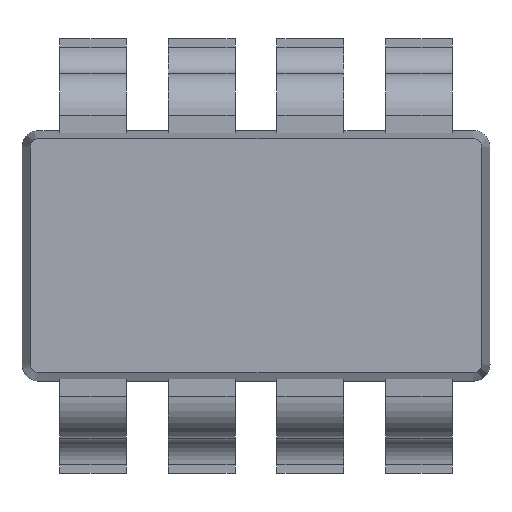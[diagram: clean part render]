
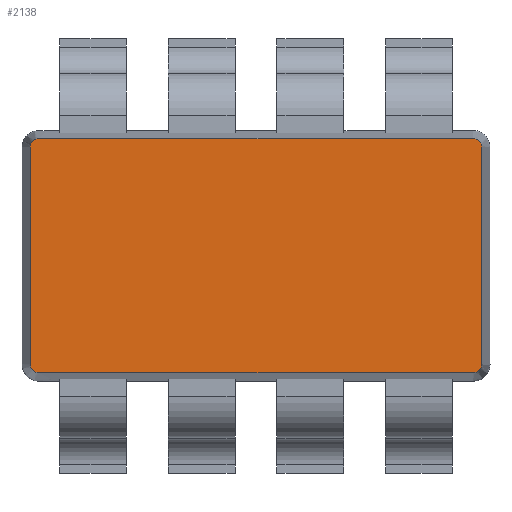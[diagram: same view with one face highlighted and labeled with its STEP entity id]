
A CAD part, top view. The second image highlights one B-rep face of the part: STEP entity #2138.
In plain terms, the highlighted planar face has unit normal (0, 0, 1).
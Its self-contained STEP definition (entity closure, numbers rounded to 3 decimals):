
#64=PLANE('',#2286);
#152=FACE_OUTER_BOUND('',#272,.T.);
#272=EDGE_LOOP('',(#1525,#1526,#1527,#1528,#1529,#1530,#1531,#1532));
#393=CIRCLE('',#2282,0.05);
#394=CIRCLE('',#2283,0.05);
#395=CIRCLE('',#2284,0.05);
#396=CIRCLE('',#2285,0.05);
#467=LINE('',#4130,#713);
#468=LINE('',#4134,#714);
#469=LINE('',#4138,#715);
#470=LINE('',#4141,#716);
#713=VECTOR('',#2487,10.);
#714=VECTOR('',#2490,10.);
#715=VECTOR('',#2493,10.);
#716=VECTOR('',#2496,10.);
#965=VERTEX_POINT('',#4125);
#966=VERTEX_POINT('',#4127);
#967=VERTEX_POINT('',#4129);
#968=VERTEX_POINT('',#4131);
#969=VERTEX_POINT('',#4133);
#970=VERTEX_POINT('',#4135);
#971=VERTEX_POINT('',#4137);
#972=VERTEX_POINT('',#4139);
#1185=EDGE_CURVE('',#966,#965,#393,.T.);
#1186=EDGE_CURVE('',#967,#966,#467,.T.);
#1187=EDGE_CURVE('',#968,#967,#394,.T.);
#1188=EDGE_CURVE('',#969,#968,#468,.T.);
#1189=EDGE_CURVE('',#970,#969,#395,.T.);
#1190=EDGE_CURVE('',#971,#970,#469,.T.);
#1191=EDGE_CURVE('',#972,#971,#396,.T.);
#1192=EDGE_CURVE('',#965,#972,#470,.T.);
#1525=ORIENTED_EDGE('',*,*,#1185,.T.);
#1526=ORIENTED_EDGE('',*,*,#1192,.T.);
#1527=ORIENTED_EDGE('',*,*,#1191,.T.);
#1528=ORIENTED_EDGE('',*,*,#1190,.T.);
#1529=ORIENTED_EDGE('',*,*,#1189,.T.);
#1530=ORIENTED_EDGE('',*,*,#1188,.T.);
#1531=ORIENTED_EDGE('',*,*,#1187,.T.);
#1532=ORIENTED_EDGE('',*,*,#1186,.T.);
#2138=ADVANCED_FACE('',(#152),#64,.T.);
#2282=AXIS2_PLACEMENT_3D('',#4128,#2485,#2486);
#2283=AXIS2_PLACEMENT_3D('',#4132,#2488,#2489);
#2284=AXIS2_PLACEMENT_3D('',#4136,#2491,#2492);
#2285=AXIS2_PLACEMENT_3D('',#4140,#2494,#2495);
#2286=AXIS2_PLACEMENT_3D('',#4142,#2497,#2498);
#2485=DIRECTION('center_axis',(0.,0.,1.));
#2486=DIRECTION('ref_axis',(0.,1.,0.));
#2487=DIRECTION('',(-1.,0.,0.));
#2488=DIRECTION('center_axis',(0.,0.,1.));
#2489=DIRECTION('ref_axis',(1.,0.,0.));
#2490=DIRECTION('',(0.,1.,0.));
#2491=DIRECTION('center_axis',(0.,0.,1.));
#2492=DIRECTION('ref_axis',(0.,-1.,0.));
#2493=DIRECTION('',(1.,0.,0.));
#2494=DIRECTION('center_axis',(0.,0.,1.));
#2495=DIRECTION('ref_axis',(-1.,0.,0.));
#2496=DIRECTION('',(0.,-1.,0.));
#2497=DIRECTION('center_axis',(0.,0.,1.));
#2498=DIRECTION('ref_axis',(1.,0.,0.));
#4125=CARTESIAN_POINT('',(-1.35,0.65,0.35));
#4127=CARTESIAN_POINT('',(-1.3,0.7,0.35));
#4128=CARTESIAN_POINT('Origin',(-1.3,0.65,0.35));
#4129=CARTESIAN_POINT('',(1.3,0.7,0.35));
#4130=CARTESIAN_POINT('',(-1.3,0.7,0.35));
#4131=CARTESIAN_POINT('',(1.35,0.65,0.35));
#4132=CARTESIAN_POINT('Origin',(1.3,0.65,0.35));
#4133=CARTESIAN_POINT('',(1.35,-0.65,0.35));
#4134=CARTESIAN_POINT('',(1.35,0.65,0.35));
#4135=CARTESIAN_POINT('',(1.3,-0.7,0.35));
#4136=CARTESIAN_POINT('Origin',(1.3,-0.65,0.35));
#4137=CARTESIAN_POINT('',(-1.3,-0.7,0.35));
#4138=CARTESIAN_POINT('',(1.3,-0.7,0.35));
#4139=CARTESIAN_POINT('',(-1.35,-0.65,0.35));
#4140=CARTESIAN_POINT('Origin',(-1.3,-0.65,0.35));
#4141=CARTESIAN_POINT('',(-1.35,-0.65,0.35));
#4142=CARTESIAN_POINT('Origin',(0.,0.,
0.35));
